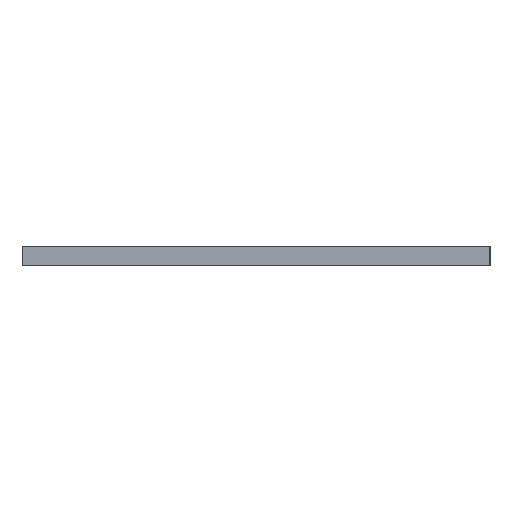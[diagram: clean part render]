
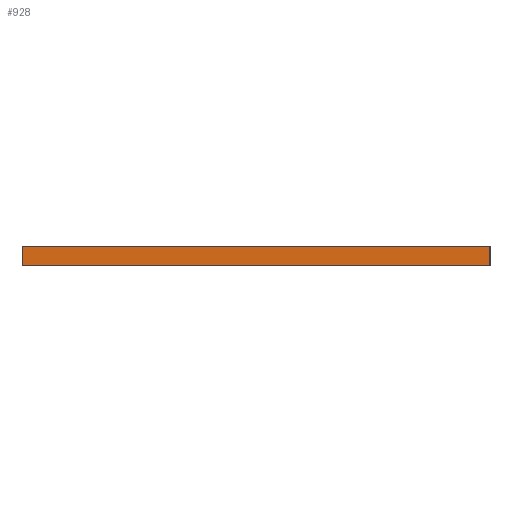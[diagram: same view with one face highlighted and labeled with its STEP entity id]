
A CAD part, left-side view. The second image highlights one B-rep face of the part: STEP entity #928.
In plain terms, the highlighted planar face has unit normal (-1, 0, 0).
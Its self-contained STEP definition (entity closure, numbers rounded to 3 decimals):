
#77=PLANE('',#1043);
#120=FACE_OUTER_BOUND('',#163,.T.);
#163=EDGE_LOOP('',(#764,#765,#766,#767));
#276=LINE('',#1544,#341);
#277=LINE('',#1546,#342);
#278=LINE('',#1548,#343);
#279=LINE('',#1549,#344);
#341=VECTOR('',#1296,10.);
#342=VECTOR('',#1297,10.);
#343=VECTOR('',#1298,10.);
#344=VECTOR('',#1299,10.);
#485=VERTEX_POINT('',#1542);
#486=VERTEX_POINT('',#1543);
#487=VERTEX_POINT('',#1545);
#488=VERTEX_POINT('',#1547);
#604=EDGE_CURVE('',#485,#486,#276,.T.);
#605=EDGE_CURVE('',#486,#487,#277,.T.);
#606=EDGE_CURVE('',#488,#487,#278,.T.);
#607=EDGE_CURVE('',#485,#488,#279,.T.);
#764=ORIENTED_EDGE('',*,*,#604,.T.);
#765=ORIENTED_EDGE('',*,*,#605,.T.);
#766=ORIENTED_EDGE('',*,*,#606,.F.);
#767=ORIENTED_EDGE('',*,*,#607,.F.);
#928=ADVANCED_FACE('',(#120),#77,.T.);
#1043=AXIS2_PLACEMENT_3D('',#1541,#1294,#1295);
#1294=DIRECTION('center_axis',(-1.,0.,0.));
#1295=DIRECTION('ref_axis',(0.,1.,0.));
#1296=DIRECTION('',(0.,1.,0.));
#1297=DIRECTION('',(0.,0.,-1.));
#1298=DIRECTION('',(0.,1.,0.));
#1299=DIRECTION('',(0.,0.,-1.));
#1541=CARTESIAN_POINT('Origin',(-79.15,-20.875,0.));
#1542=CARTESIAN_POINT('',(-79.15,-20.875,0.));
#1543=CARTESIAN_POINT('',(-79.15,20.875,0.));
#1544=CARTESIAN_POINT('',(-79.15,-20.875,0.));
#1545=CARTESIAN_POINT('',(-79.15,20.875,-1.7));
#1546=CARTESIAN_POINT('',(-79.15,20.875,0.));
#1547=CARTESIAN_POINT('',(-79.15,-20.875,-1.7));
#1548=CARTESIAN_POINT('',(-79.15,-20.875,-1.7));
#1549=CARTESIAN_POINT('',(-79.15,-20.875,0.));
